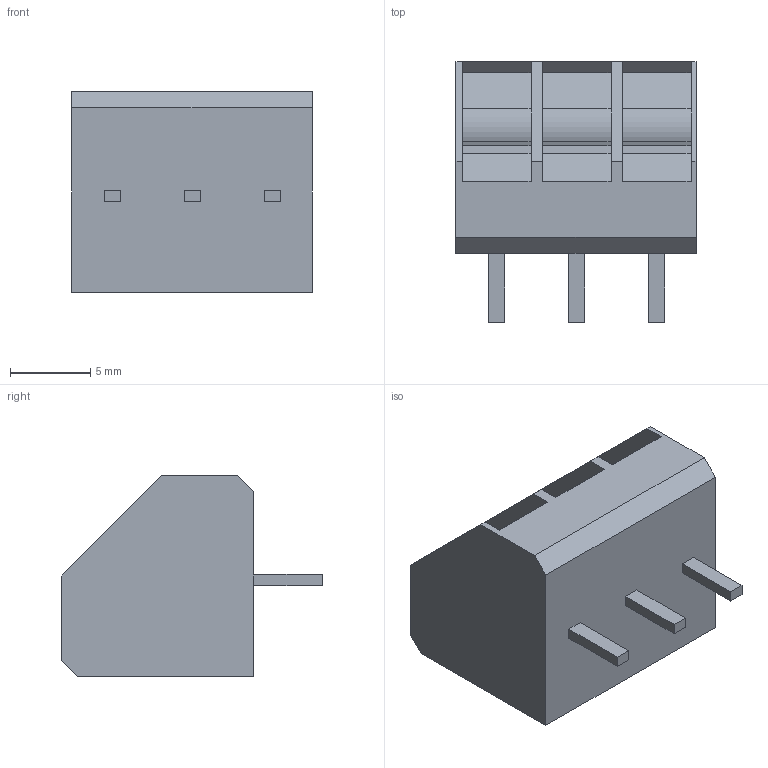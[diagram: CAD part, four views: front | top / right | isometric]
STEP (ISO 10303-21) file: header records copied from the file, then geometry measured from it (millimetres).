
FILE_DESCRIPTION((''),'2;1');
FILE_NAME('C-1776252-3','2021-08-25T01:48:25',('workeradm'),('TE Connectivity Ltd.'),'CREO PARAMETRIC BY PTC INC, 2021072','CREO PARAMETRIC BY PTC INC, 2021072','');
FILE_SCHEMA(('AUTOMOTIVE_DESIGN { 1 0 10303 214 1 1 1 1 }'));
Length unit declared in the file: millimetre
Products named in the file (1): C-1776252-3
Bounding box: 15 x 16.3 x 12.5 mm (x, y, z)
Volume: 1756.5 mm3; surface area: 1143.3 mm2
Topology: 1 solids, 1 shells, 159 faces, 429 edges, 278 vertices
Faces by surface type: plane 138, cylinder 15, torus 6
Entity records: 5211 total; most frequent: CARTESIAN_POINT 1076, ORIENTED_EDGE 858, DIRECTION 765, EDGE_CURVE 429, VECTOR 327, LINE 327, VERTEX_POINT 278, AXIS2_PLACEMENT_3D 219
